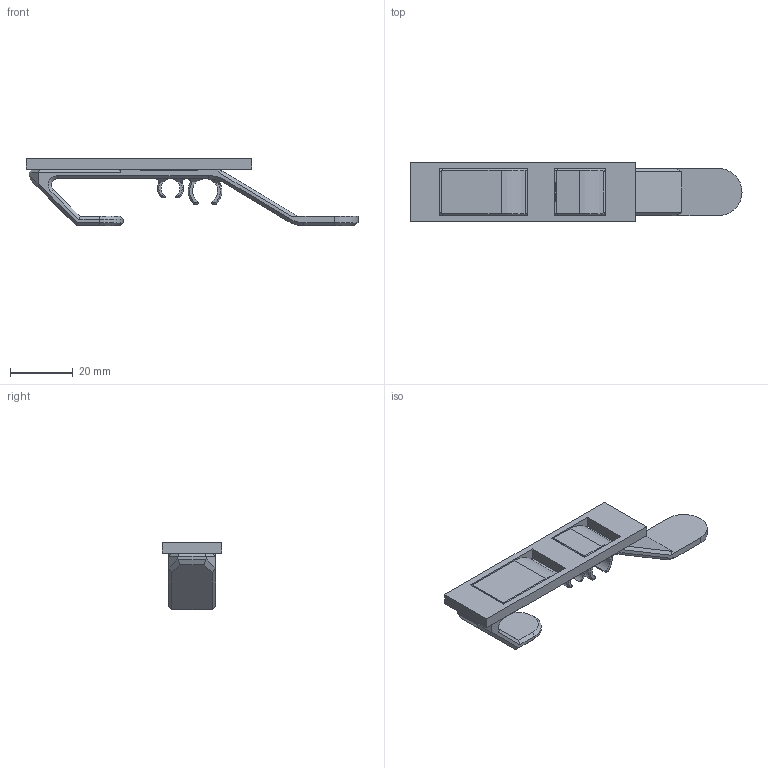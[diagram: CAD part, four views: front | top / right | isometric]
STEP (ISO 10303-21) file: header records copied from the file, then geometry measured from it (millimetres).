
FILE_DESCRIPTION(/* description */ (''),/* implementation_level */ '2;1');
FILE_NAME(/* name */ 'VERSION2-cable-hanger-assembly-large.stp',/* time_stamp */ '2025-02-12T23:56:59Z',/* author */ ('iwheard'),/* organization */ (''),/* preprocessor_version */ 'ST-DEVELOPER v20',/* originating_system */ 'Autodesk Inventor 2024',/* authorisation */ '');
FILE_SCHEMA (('AUTOMOTIVE_DESIGN { 1 0 10303 214 3 1 1 }'));
Length unit declared in the file: millimetre
Products named in the file (3): VERSION2-cable-hanger-assembly-large; backplate-0; cable-hanger-dual-large
Assembly tree (2 placements, depth 2):
  VERSION2-cable-hanger-assembly-large
    backplate-0
    cable-hanger-dual-large
Bounding box: 105.83 x 19 x 21.5 mm (x, y, z)
Volume: 10471.1 mm3; surface area: 9385.2 mm2
Topology: 2 solids, 2 shells, 181 faces, 462 edges, 286 vertices
Faces by surface type: plane 96, cone 51, cylinder 28, bspline 6
Entity records: 5873 total; most frequent: CARTESIAN_POINT 1395, ORIENTED_EDGE 924, DIRECTION 895, EDGE_CURVE 462, AXIS2_PLACEMENT_3D 306, VERTEX_POINT 286, LINE 283, VECTOR 283
